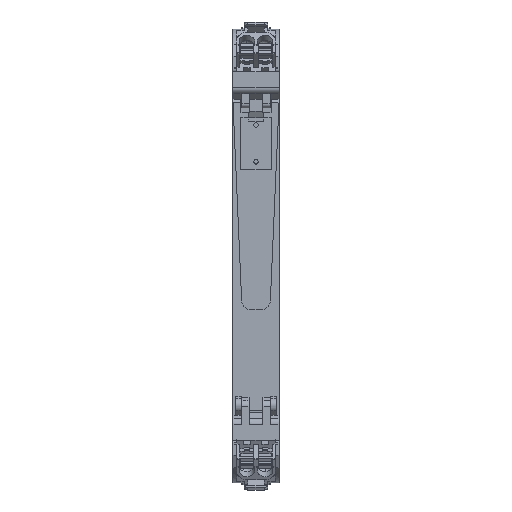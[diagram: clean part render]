
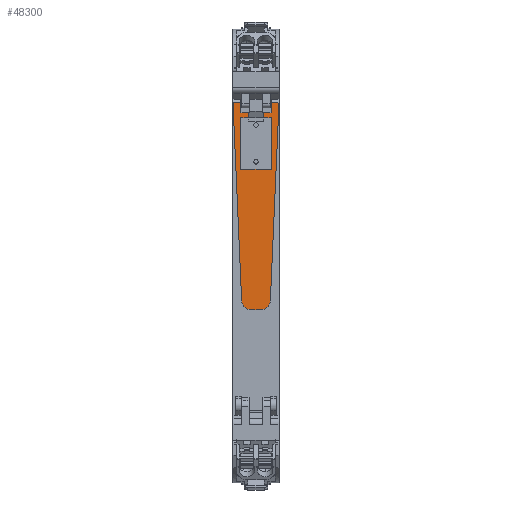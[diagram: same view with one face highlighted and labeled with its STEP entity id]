
A CAD part, top view. The second image highlights one B-rep face of the part: STEP entity #48300.
In plain terms, the highlighted planar face has unit normal (0, 0, 1).
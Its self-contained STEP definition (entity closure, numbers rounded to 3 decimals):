
#47716=AXIS2_PLACEMENT_3D('Circle Axis2P3D',#47714,#47715,$) ;
#47821=AXIS2_PLACEMENT_3D('Circle Axis2P3D',#47819,#47820,$) ;
#48278=AXIS2_PLACEMENT_3D('Plane Axis2P3D',#48275,#48276,#48277) ;
#47714=CARTESIAN_POINT('Axis2P3D Location',(4.847,51.489,112.024)) ;
#47718=CARTESIAN_POINT('Vertex',(4.849,48.989,112.024)) ;
#47720=CARTESIAN_POINT('Vertex',(2.35,51.38,112.024)) ;
#47755=CARTESIAN_POINT('Line Origine',(1.175,78.288,112.024)) ;
#47759=CARTESIAN_POINT('Vertex',(0.,105.196,112.024)) ;
#47798=CARTESIAN_POINT('Vertex',(7.655,48.992,112.024)) ;
#47801=CARTESIAN_POINT('Line Origine',(6.252,48.991,112.024)) ;
#47819=CARTESIAN_POINT('Axis2P3D Location',(7.653,51.492,112.024)) ;
#47823=CARTESIAN_POINT('Vertex',(10.15,51.383,112.024)) ;
#47862=CARTESIAN_POINT('Vertex',(12.5,105.196,112.024)) ;
#47865=CARTESIAN_POINT('Line Origine',(11.325,78.289,112.024)) ;
#47883=CARTESIAN_POINT('Line Origine',(11.425,105.196,112.024)) ;
#47887=CARTESIAN_POINT('Vertex',(10.35,105.196,112.024)) ;
#47915=CARTESIAN_POINT('Line Origine',(10.35,103.846,112.024)) ;
#47919=CARTESIAN_POINT('Vertex',(10.35,102.496,112.024)) ;
#47947=CARTESIAN_POINT('Line Origine',(9.3,102.496,112.024)) ;
#47951=CARTESIAN_POINT('Vertex',(8.25,102.496,112.024)) ;
#47979=CARTESIAN_POINT('Line Origine',(8.25,101.8,112.024)) ;
#47983=CARTESIAN_POINT('Vertex',(8.25,101.105,112.024)) ;
#48011=CARTESIAN_POINT('Line Origine',(9.325,101.105,112.024)) ;
#48015=CARTESIAN_POINT('Vertex',(10.4,101.105,112.024)) ;
#48043=CARTESIAN_POINT('Line Origine',(10.4,94.155,112.024)) ;
#48047=CARTESIAN_POINT('Vertex',(10.4,87.205,112.024)) ;
#48075=CARTESIAN_POINT('Line Origine',(6.25,87.205,112.024)) ;
#48079=CARTESIAN_POINT('Vertex',(2.1,87.205,112.024)) ;
#48107=CARTESIAN_POINT('Line Origine',(2.1,94.155,112.024)) ;
#48111=CARTESIAN_POINT('Vertex',(2.1,101.105,112.024)) ;
#48134=CARTESIAN_POINT('Line Origine',(3.175,101.105,112.024)) ;
#48138=CARTESIAN_POINT('Vertex',(4.25,101.105,112.024)) ;
#48166=CARTESIAN_POINT('Line Origine',(4.25,101.8,112.024)) ;
#48170=CARTESIAN_POINT('Vertex',(4.25,102.496,112.024)) ;
#48193=CARTESIAN_POINT('Line Origine',(3.2,102.496,112.024)) ;
#48197=CARTESIAN_POINT('Vertex',(2.15,102.496,112.024)) ;
#48225=CARTESIAN_POINT('Line Origine',(2.15,103.846,112.024)) ;
#48229=CARTESIAN_POINT('Vertex',(2.15,105.196,112.024)) ;
#48257=CARTESIAN_POINT('Line Origine',(1.075,105.196,112.024)) ;
#48275=CARTESIAN_POINT('Axis2P3D Location',(12.5,63.596,112.024)) ;
#47715=DIRECTION('Axis2P3D Direction',(-0.,0.,1.)) ;
#47756=DIRECTION('Vector Direction',(-0.044,0.999,0.)) ;
#47802=DIRECTION('Vector Direction',(-1.,-0.001,0.)) ;
#47820=DIRECTION('Axis2P3D Direction',(0.,0.,1.)) ;
#47866=DIRECTION('Vector Direction',(-0.044,-0.999,0.)) ;
#47884=DIRECTION('Vector Direction',(1.,0.,0.)) ;
#47916=DIRECTION('Vector Direction',(0.,1.,0.)) ;
#47948=DIRECTION('Vector Direction',(1.,0.,0.)) ;
#47980=DIRECTION('Vector Direction',(0.,1.,0.)) ;
#48012=DIRECTION('Vector Direction',(-1.,0.,0.)) ;
#48044=DIRECTION('Vector Direction',(0.,1.,0.)) ;
#48076=DIRECTION('Vector Direction',(1.,0.,0.)) ;
#48108=DIRECTION('Vector Direction',(0.,-1.,0.)) ;
#48135=DIRECTION('Vector Direction',(-1.,0.,0.)) ;
#48167=DIRECTION('Vector Direction',(0.,-1.,0.)) ;
#48194=DIRECTION('Vector Direction',(1.,0.,0.)) ;
#48226=DIRECTION('Vector Direction',(0.,-1.,0.)) ;
#48258=DIRECTION('Vector Direction',(1.,0.,0.)) ;
#48276=DIRECTION('Axis2P3D Direction',(0.,0.,1.)) ;
#48277=DIRECTION('Axis2P3D XDirection',(-1.,0.,0.)) ;
#47757=VECTOR('Line Direction',#47756,1.) ;
#47803=VECTOR('Line Direction',#47802,1.) ;
#47867=VECTOR('Line Direction',#47866,1.) ;
#47885=VECTOR('Line Direction',#47884,1.) ;
#47917=VECTOR('Line Direction',#47916,1.) ;
#47949=VECTOR('Line Direction',#47948,1.) ;
#47981=VECTOR('Line Direction',#47980,1.) ;
#48013=VECTOR('Line Direction',#48012,1.) ;
#48045=VECTOR('Line Direction',#48044,1.) ;
#48077=VECTOR('Line Direction',#48076,1.) ;
#48109=VECTOR('Line Direction',#48108,1.) ;
#48136=VECTOR('Line Direction',#48135,1.) ;
#48168=VECTOR('Line Direction',#48167,1.) ;
#48195=VECTOR('Line Direction',#48194,1.) ;
#48227=VECTOR('Line Direction',#48226,1.) ;
#48259=VECTOR('Line Direction',#48258,1.) ;
#48281=ORIENTED_EDGE('',*,*,#47805,.F.) ;
#48282=ORIENTED_EDGE('',*,*,#47825,.F.) ;
#48283=ORIENTED_EDGE('',*,*,#47869,.F.) ;
#48284=ORIENTED_EDGE('',*,*,#47889,.F.) ;
#48285=ORIENTED_EDGE('',*,*,#47921,.F.) ;
#48286=ORIENTED_EDGE('',*,*,#47953,.F.) ;
#48287=ORIENTED_EDGE('',*,*,#47985,.F.) ;
#48288=ORIENTED_EDGE('',*,*,#48017,.F.) ;
#48289=ORIENTED_EDGE('',*,*,#48049,.F.) ;
#48290=ORIENTED_EDGE('',*,*,#48081,.F.) ;
#48291=ORIENTED_EDGE('',*,*,#48113,.F.) ;
#48292=ORIENTED_EDGE('',*,*,#48140,.F.) ;
#48293=ORIENTED_EDGE('',*,*,#48172,.F.) ;
#48294=ORIENTED_EDGE('',*,*,#48199,.F.) ;
#48295=ORIENTED_EDGE('',*,*,#48231,.F.) ;
#48296=ORIENTED_EDGE('',*,*,#48261,.F.) ;
#48297=ORIENTED_EDGE('',*,*,#47761,.F.) ;
#48298=ORIENTED_EDGE('',*,*,#47722,.F.) ;
#48300=ADVANCED_FACE('AUFDRUCK_ORANGE',(#48299),#48279,.T.) ;
#47717=CIRCLE('generated circle',#47716,2.5) ;
#47822=CIRCLE('generated circle',#47821,2.5) ;
#47722=EDGE_CURVE('',#47719,#47721,#47717,.F.) ;
#47761=EDGE_CURVE('',#47721,#47760,#47758,.T.) ;
#47805=EDGE_CURVE('',#47799,#47719,#47804,.T.) ;
#47825=EDGE_CURVE('',#47824,#47799,#47822,.F.) ;
#47869=EDGE_CURVE('',#47863,#47824,#47868,.T.) ;
#47889=EDGE_CURVE('',#47888,#47863,#47886,.T.) ;
#47921=EDGE_CURVE('',#47920,#47888,#47918,.T.) ;
#47953=EDGE_CURVE('',#47952,#47920,#47950,.T.) ;
#47985=EDGE_CURVE('',#47984,#47952,#47982,.T.) ;
#48017=EDGE_CURVE('',#48016,#47984,#48014,.T.) ;
#48049=EDGE_CURVE('',#48048,#48016,#48046,.T.) ;
#48081=EDGE_CURVE('',#48080,#48048,#48078,.T.) ;
#48113=EDGE_CURVE('',#48112,#48080,#48110,.T.) ;
#48140=EDGE_CURVE('',#48139,#48112,#48137,.T.) ;
#48172=EDGE_CURVE('',#48171,#48139,#48169,.T.) ;
#48199=EDGE_CURVE('',#48198,#48171,#48196,.T.) ;
#48231=EDGE_CURVE('',#48230,#48198,#48228,.T.) ;
#48261=EDGE_CURVE('',#47760,#48230,#48260,.T.) ;
#48280=EDGE_LOOP('',(#48281,#48282,#48283,#48284,#48285,#48286,#48287,#48288,#48289,#48290,#48291,#48292,#48293,#48294,#48295,#48296,#48297,#48298)) ;
#48299=FACE_OUTER_BOUND('',#48280,.T.) ;
#47758=LINE('Line',#47755,#47757) ;
#47804=LINE('Line',#47801,#47803) ;
#47868=LINE('Line',#47865,#47867) ;
#47886=LINE('Line',#47883,#47885) ;
#47918=LINE('Line',#47915,#47917) ;
#47950=LINE('Line',#47947,#47949) ;
#47982=LINE('Line',#47979,#47981) ;
#48014=LINE('Line',#48011,#48013) ;
#48046=LINE('Line',#48043,#48045) ;
#48078=LINE('Line',#48075,#48077) ;
#48110=LINE('Line',#48107,#48109) ;
#48137=LINE('Line',#48134,#48136) ;
#48169=LINE('Line',#48166,#48168) ;
#48196=LINE('Line',#48193,#48195) ;
#48228=LINE('Line',#48225,#48227) ;
#48260=LINE('Line',#48257,#48259) ;
#48279=PLANE('',#48278) ;
#47719=VERTEX_POINT('',#47718) ;
#47721=VERTEX_POINT('',#47720) ;
#47760=VERTEX_POINT('',#47759) ;
#47799=VERTEX_POINT('',#47798) ;
#47824=VERTEX_POINT('',#47823) ;
#47863=VERTEX_POINT('',#47862) ;
#47888=VERTEX_POINT('',#47887) ;
#47920=VERTEX_POINT('',#47919) ;
#47952=VERTEX_POINT('',#47951) ;
#47984=VERTEX_POINT('',#47983) ;
#48016=VERTEX_POINT('',#48015) ;
#48048=VERTEX_POINT('',#48047) ;
#48080=VERTEX_POINT('',#48079) ;
#48112=VERTEX_POINT('',#48111) ;
#48139=VERTEX_POINT('',#48138) ;
#48171=VERTEX_POINT('',#48170) ;
#48198=VERTEX_POINT('',#48197) ;
#48230=VERTEX_POINT('',#48229) ;
